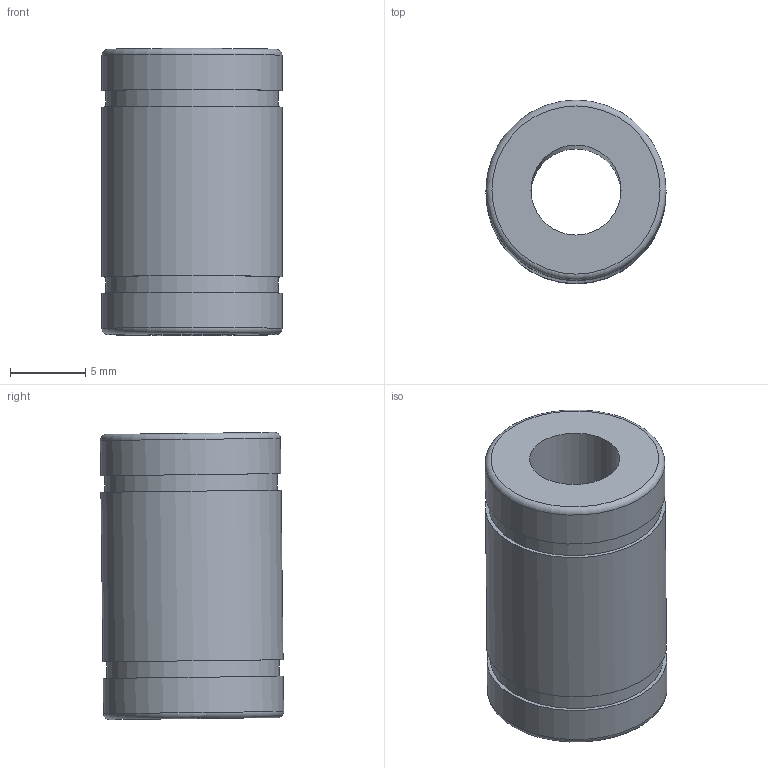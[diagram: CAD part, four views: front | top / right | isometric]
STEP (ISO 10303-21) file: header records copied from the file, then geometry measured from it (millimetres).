
FILE_DESCRIPTION(/* description */ (''),/* implementation_level */ '2;1');
FILE_NAME(/* name */ 'LM6UU_6_12_19.step',/* time_stamp */ '2024-03-06T18:31:46+08:00',/* author */ (''),/* organization */ (''),/* preprocessor_version */ 'ST-DEVELOPER v20',/* originating_system */ 'Autodesk Translation Framework v12.20.1.177',/* authorisation */ '');
FILE_SCHEMA (('AUTOMOTIVE_DESIGN { 1 0 10303 214 3 1 1 }'));
Length unit declared in the file: millimetre
Products named in the file (4): 写字机组装; 直线轴承短 (1); 零部件21; 零部件57
Assembly tree (3 placements, depth 4):
  写字机组装
    直线轴承短 (1)
      零部件21
        零部件57
Bounding box: 12 x 12.22 x 19.13 mm (x, y, z)
Volume: 1588.8 mm3; surface area: 1264.4 mm2
Topology: 1 solids, 1 shells, 14 faces, 22 edges, 14 vertices
Faces by surface type: cylinder 6, plane 6, torus 2
Full cylindrical faces by diameter (mm): 6 x1, 11.5 x2, 12 x3
Entity records: 430 total; most frequent: DIRECTION 80, CARTESIAN_POINT 57, ORIENTED_EDGE 44, AXIS2_PLACEMENT_3D 37, EDGE_CURVE 22, EDGE_LOOP 20, CIRCLE 16, FACE_OUTER_BOUND 14
